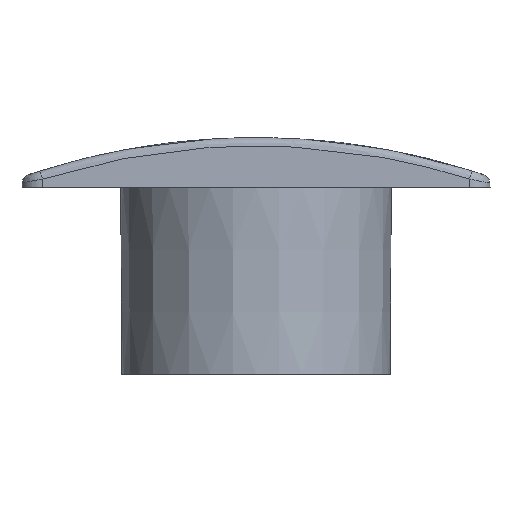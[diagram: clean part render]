
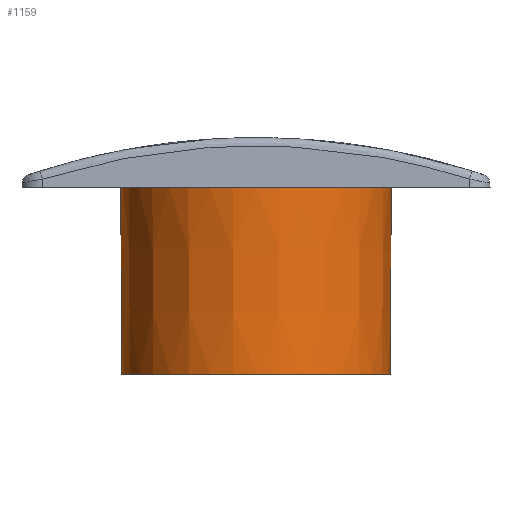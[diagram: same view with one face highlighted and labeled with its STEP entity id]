
A CAD part, front view. The second image highlights one B-rep face of the part: STEP entity #1159.
In plain terms, the highlighted conical face has half-angle 0.3 degrees and reference radius 45.904 mm.
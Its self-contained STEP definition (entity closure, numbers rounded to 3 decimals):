
#116=CONICAL_SURFACE('',#6524,45.904,0.3);
#852=FACE_BOUND('',#1868,.T.);
#853=FACE_BOUND('',#1869,.T.);
#1159=ADVANCED_FACE('',(#852,#853),#116,.T.);
#1868=EDGE_LOOP('',(#4137));
#1869=EDGE_LOOP('',(#4138));
#4137=ORIENTED_EDGE('',*,*,#4886,.T.);
#4138=ORIENTED_EDGE('',*,*,#5729,.T.);
#4268=VERTEX_POINT('',#8219);
#4805=VERTEX_POINT('',#12783);
#4886=EDGE_CURVE('',#4268,#4268,#5777,.T.);
#5729=EDGE_CURVE('',#4805,#4805,#5901,.T.);
#5777=CIRCLE('',#5954,46.24);
#5901=CIRCLE('',#6523,45.904);
#5954=AXIS2_PLACEMENT_3D('',#8218,#6676,#6677);
#6523=AXIS2_PLACEMENT_3D('',#12782,#7997,#7998);
#6524=AXIS2_PLACEMENT_3D('',#12784,#7999,#8000);
#6676=DIRECTION('',(0.,0.,-1.));
#6677=DIRECTION('',(0.,-1.,0.));
#7997=DIRECTION('',(0.,0.,1.));
#7998=DIRECTION('',(1.,0.,0.));
#7999=DIRECTION('',(0.,0.,1.));
#8000=DIRECTION('',(1.,0.,0.));
#8218=CARTESIAN_POINT('',(0.,0.,0.));
#8219=CARTESIAN_POINT('',(0.,-46.24,0.));
#12782=CARTESIAN_POINT('',(0.,0.,-64.));
#12783=CARTESIAN_POINT('',(45.904,0.,-64.));
#12784=CARTESIAN_POINT('',(0.,0.,-64.));
